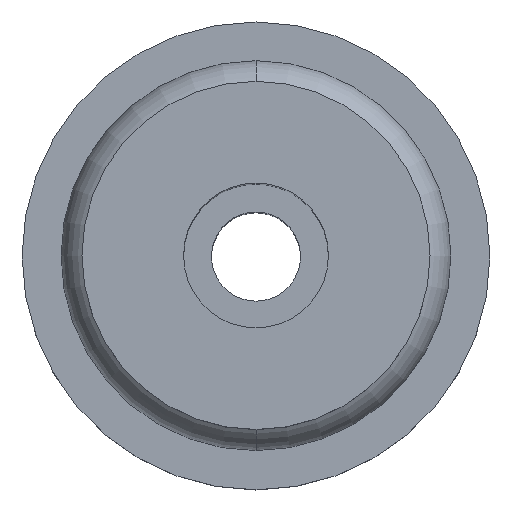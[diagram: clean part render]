
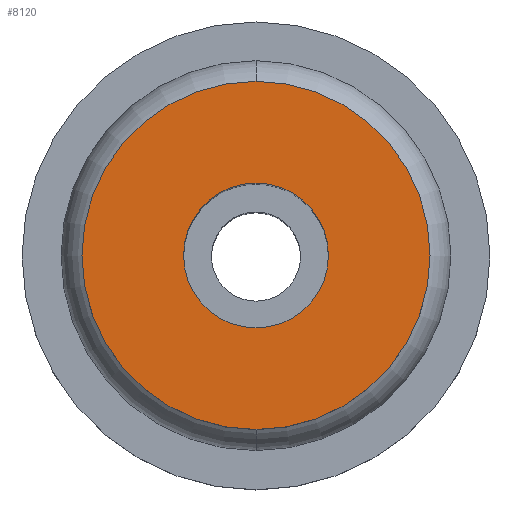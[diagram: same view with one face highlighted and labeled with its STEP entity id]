
A CAD part, top view. The second image highlights one B-rep face of the part: STEP entity #8120.
In plain terms, the highlighted planar face has unit normal (0, 0, 1).
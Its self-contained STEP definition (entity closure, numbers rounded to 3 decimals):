
#7770=CARTESIAN_POINT('',(41.683,53.346,6.35));
#7780=DIRECTION('',(-0.,0.,1.));
#7790=DIRECTION('',(0.,-1.,0.));
#7800=AXIS2_PLACEMENT_3D('',#7770,#7780,#7790);
#7810=PLANE('',#7800);
#7820=CARTESIAN_POINT('',(41.683,53.346,6.35));
#7830=DIRECTION('',(0.,0.,1.));
#7840=DIRECTION('',(0.,1.,0.));
#7850=AXIS2_PLACEMENT_3D('',#7820,#7830,#7840);
#7860=CIRCLE('',#7850,1.3);
#7870=CARTESIAN_POINT('',(41.683,54.646,6.35));
#7880=VERTEX_POINT('',#7870);
#7890=CARTESIAN_POINT('',(41.683,52.046,6.35));
#7900=VERTEX_POINT('',#7890);
#7910=EDGE_CURVE('',#7880,#7900,#7860,.T.);
#7920=ORIENTED_EDGE('',*,*,#7910,.F.);
#7930=EDGE_CURVE('',#7900,#7880,#7860,.T.);
#7940=ORIENTED_EDGE('',*,*,#7930,.F.);
#7950=EDGE_LOOP('',(#7940,#7920));
#7960=FACE_BOUND('',#7950,.T.);
#7970=CARTESIAN_POINT('',(41.683,53.346,6.35));
#7980=DIRECTION('',(0.,0.,1.));
#7990=DIRECTION('',(0.,-1.,0.));
#8000=AXIS2_PLACEMENT_3D('',#7970,#7980,#7990);
#8010=CIRCLE('',#8000,3.125);
#8020=CARTESIAN_POINT('',(41.683,50.221,6.35));
#8030=VERTEX_POINT('',#8020);
#8040=CARTESIAN_POINT('',(41.683,56.471,6.35));
#8050=VERTEX_POINT('',#8040);
#8060=EDGE_CURVE('',#8030,#8050,#8010,.T.);
#8070=ORIENTED_EDGE('',*,*,#8060,.T.);
#8080=EDGE_CURVE('',#8050,#8030,#8010,.T.);
#8090=ORIENTED_EDGE('',*,*,#8080,.T.);
#8100=EDGE_LOOP('',(#8090,#8070));
#8110=FACE_OUTER_BOUND('',#8100,.T.);
#8120=ADVANCED_FACE('',(#7960,#8110),#7810,.T.);
